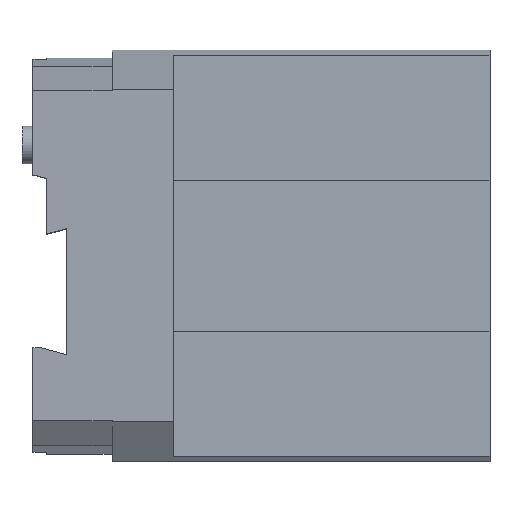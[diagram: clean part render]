
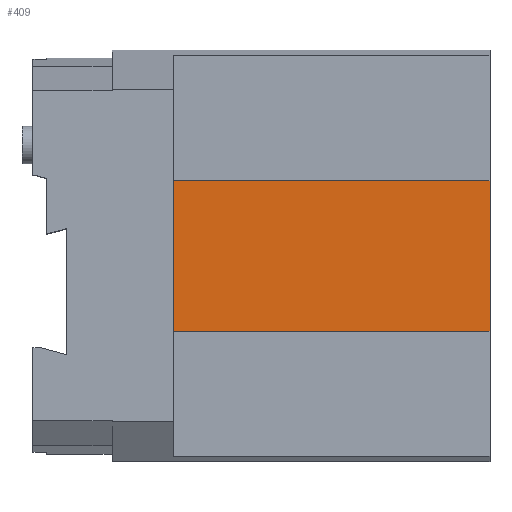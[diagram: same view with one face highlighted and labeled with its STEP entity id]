
A CAD part, top view. The second image highlights one B-rep face of the part: STEP entity #409.
In plain terms, the highlighted planar face has unit normal (0, 0, 1).
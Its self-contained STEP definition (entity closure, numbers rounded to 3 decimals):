
#74=FACE_OUTER_BOUND('',#469,.T.);
#118=PLANE('',#1071);
#226=LINE('',#1569,#347);
#227=LINE('',#1572,#348);
#228=LINE('',#1574,#349);
#229=LINE('',#1576,#350);
#347=VECTOR('',#1291,1.);
#348=VECTOR('',#1292,1.);
#349=VECTOR('',#1293,1.);
#350=VECTOR('',#1294,1.);
#409=ADVANCED_FACE('',(#74),#118,.T.);
#469=EDGE_LOOP('',(#692,#693,#694,#695));
#692=ORIENTED_EDGE('',*,*,#951,.F.);
#693=ORIENTED_EDGE('',*,*,#952,.F.);
#694=ORIENTED_EDGE('',*,*,#953,.F.);
#695=ORIENTED_EDGE('',*,*,#954,.T.);
#826=VERTEX_POINT('',#1570);
#827=VERTEX_POINT('',#1571);
#828=VERTEX_POINT('',#1573);
#829=VERTEX_POINT('',#1575);
#951=EDGE_CURVE('',#826,#827,#226,.T.);
#952=EDGE_CURVE('',#828,#826,#227,.T.);
#953=EDGE_CURVE('',#829,#828,#228,.T.);
#954=EDGE_CURVE('',#829,#827,#229,.T.);
#1071=AXIS2_PLACEMENT_3D('',#1577,#1295,#1296);
#1291=DIRECTION('',(1.,0.,0.));
#1292=DIRECTION('',(0.,1.,0.));
#1293=DIRECTION('',(-1.,0.,0.));
#1294=DIRECTION('',(0.,1.,0.));
#1295=DIRECTION('',(0.,0.,1.));
#1296=DIRECTION('',(1.,0.,0.));
#1569=CARTESIAN_POINT('',(0.,19.,8.));
#1570=CARTESIAN_POINT('',(0.,19.,8.));
#1571=CARTESIAN_POINT('',(80.,19.,8.));
#1572=CARTESIAN_POINT('',(0.,-160.326,8.));
#1573=CARTESIAN_POINT('',(0.,-19.,8.));
#1574=CARTESIAN_POINT('',(80.,-19.,8.));
#1575=CARTESIAN_POINT('',(80.,-19.,8.));
#1576=CARTESIAN_POINT('',(80.,0.,8.));
#1577=CARTESIAN_POINT('',(18.54,-160.326,8.));
